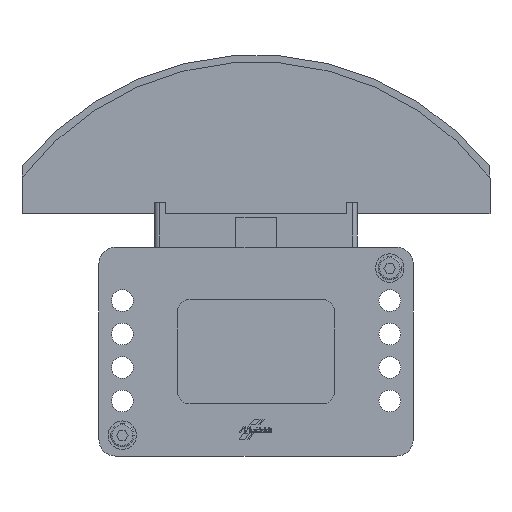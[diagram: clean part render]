
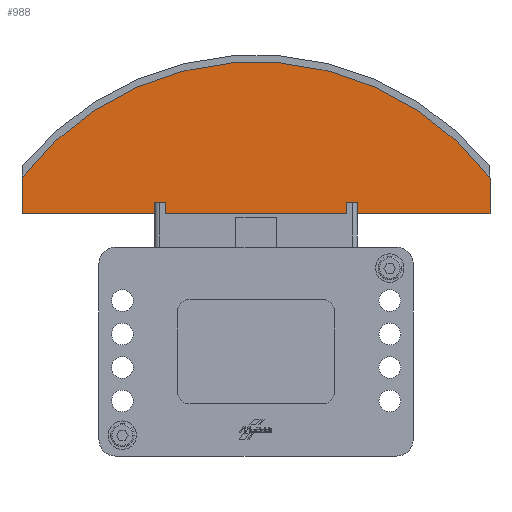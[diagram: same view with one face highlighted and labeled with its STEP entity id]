
A CAD part, front view. The second image highlights one B-rep face of the part: STEP entity #988.
In plain terms, the highlighted planar face has unit normal (0, -1, 0).
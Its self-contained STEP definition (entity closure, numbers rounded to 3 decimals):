
#988=ADVANCED_FACE('',(#2087),#2088,.T.);
#2087=FACE_OUTER_BOUND('',#3274,.T.);
#2088=PLANE('',#3275);
#3274=EDGE_LOOP('',(#6237,#6238,#6239,#6240,#6241,#6242,#6243,#6244,#6245,#6246,#6247,#6248,#6249));
#3275=AXIS2_PLACEMENT_3D('',#6250,#6251,#6252);
#6237=ORIENTED_EDGE('',*,*,#7992,.F.);
#6238=ORIENTED_EDGE('',*,*,#7990,.T.);
#6239=ORIENTED_EDGE('',*,*,#7993,.T.);
#6240=ORIENTED_EDGE('',*,*,#7994,.T.);
#6241=ORIENTED_EDGE('',*,*,#7995,.F.);
#6242=ORIENTED_EDGE('',*,*,#7996,.F.);
#6243=ORIENTED_EDGE('',*,*,#7997,.F.);
#6244=ORIENTED_EDGE('',*,*,#7998,.T.);
#6245=ORIENTED_EDGE('',*,*,#7999,.F.);
#6246=ORIENTED_EDGE('',*,*,#8000,.F.);
#6247=ORIENTED_EDGE('',*,*,#8001,.T.);
#6248=ORIENTED_EDGE('',*,*,#8002,.T.);
#6249=ORIENTED_EDGE('',*,*,#8003,.F.);
#6250=CARTESIAN_POINT('',(0.,-29.0,89.636));
#6251=DIRECTION('',(0.0,-1.0,0.0));
#6252=DIRECTION('',(1.0,0.0,0.0));
#7990=EDGE_CURVE('',#9838,#9840,#9842,.T.);
#7992=EDGE_CURVE('',#9838,#9844,#9845,.T.);
#7993=EDGE_CURVE('',#9840,#9846,#9847,.T.);
#7994=EDGE_CURVE('',#9846,#9848,#9849,.T.);
#7995=EDGE_CURVE('',#9850,#9848,#9851,.T.);
#7996=EDGE_CURVE('',#9852,#9850,#9853,.T.);
#7997=EDGE_CURVE('',#9854,#9852,#9855,.T.);
#7998=EDGE_CURVE('',#9854,#9856,#9857,.T.);
#7999=EDGE_CURVE('',#9858,#9856,#9859,.T.);
#8000=EDGE_CURVE('',#9860,#9858,#9861,.T.);
#8001=EDGE_CURVE('',#9860,#9862,#9863,.T.);
#8002=EDGE_CURVE('',#9862,#9864,#9865,.T.);
#8003=EDGE_CURVE('',#9844,#9864,#9866,.T.);
#9838=VERTEX_POINT('',#12301);
#9840=VERTEX_POINT('',#12304);
#9842=LINE('',#12307,#12308);
#9844=VERTEX_POINT('',#12310);
#9845=LINE('',#12311,#12312);
#9846=VERTEX_POINT('',#12313);
#9847=LINE('',#12314,#12315);
#9848=VERTEX_POINT('',#12316);
#9849=LINE('',#12317,#12318);
#9850=VERTEX_POINT('',#12319);
#9851=LINE('',#12320,#12321);
#9852=VERTEX_POINT('',#12322);
#9853=LINE('',#12323,#12324);
#9854=VERTEX_POINT('',#12325);
#9855=LINE('',#12326,#12327);
#9856=VERTEX_POINT('',#12328);
#9857=CIRCLE('',#12329,87.9);
#9858=VERTEX_POINT('',#12330);
#9859=LINE('',#12331,#12332);
#9860=VERTEX_POINT('',#12333);
#9861=LINE('',#12334,#12335);
#9862=VERTEX_POINT('',#12336);
#9863=LINE('',#12337,#12338);
#9864=VERTEX_POINT('',#12339);
#9865=LINE('',#12340,#12341);
#9866=LINE('',#12342,#12343);
#12301=CARTESIAN_POINT('',(-26.99,-29.0,72.5));
#12304=CARTESIAN_POINT('',(27.,-29.0,72.5));
#12307=CARTESIAN_POINT('',(0.,-29.0,72.5));
#12308=VECTOR('',#14157,1.0);
#12310=CARTESIAN_POINT('',(-26.99,-29.0,75.999));
#12311=CARTESIAN_POINT('',(-26.99,-29.0,81.943));
#12312=VECTOR('',#14158,1.0);
#12313=CARTESIAN_POINT('',(27.,-29.0,76.0));
#12314=CARTESIAN_POINT('',(27.,-29.0,81.943));
#12315=VECTOR('',#14159,1.0);
#12316=CARTESIAN_POINT('',(30.251,-29.0,76.));
#12317=CARTESIAN_POINT('',(14.312,-29.0,76.0));
#12318=VECTOR('',#14160,1.0);
#12319=CARTESIAN_POINT('',(30.251,-29.0,72.5));
#12320=CARTESIAN_POINT('',(30.251,-29.0,74.25));
#12321=VECTOR('',#14161,1.0);
#12322=CARTESIAN_POINT('',(70.0,-29.0,72.5));
#12323=CARTESIAN_POINT('',(70.0,-29.0,72.5));
#12324=VECTOR('',#14162,1.0);
#12325=CARTESIAN_POINT('',(70.0,-29.0,83.164));
#12326=CARTESIAN_POINT('',(70.0,-29.0,86.569));
#12327=VECTOR('',#14163,1.0);
#12328=CARTESIAN_POINT('',(-70.0,-29.0,83.164));
#12329=AXIS2_PLACEMENT_3D('',#14164,#14165,#14166);
#12330=CARTESIAN_POINT('',(-70.0,-29.0,72.5));
#12331=CARTESIAN_POINT('',(-70.0,-29.0,72.5));
#12332=VECTOR('',#14167,1.0);
#12333=CARTESIAN_POINT('',(-30.25,-29.0,72.5));
#12334=CARTESIAN_POINT('',(70.0,-29.0,72.5));
#12335=VECTOR('',#14168,1.0);
#12336=CARTESIAN_POINT('',(-30.25,-29.0,76.0));
#12337=CARTESIAN_POINT('',(-30.25,-29.0,81.943));
#12338=VECTOR('',#14169,1.0);
#12339=CARTESIAN_POINT('',(-27.,-29.0,76.));
#12340=CARTESIAN_POINT('',(-14.313,-29.0,76.0));
#12341=VECTOR('',#14170,1.0);
#12342=CARTESIAN_POINT('',(-14.308,-29.0,75.999));
#12343=VECTOR('',#14171,1.0);
#14157=DIRECTION('',(1.0,0.0,-0.0));
#14158=DIRECTION('',(0.0,0.0,1.0));
#14159=DIRECTION('',(-0.0,0.0,1.0));
#14160=DIRECTION('',(1.0,0.0,-0.0));
#14161=DIRECTION('',(-0.0,-0.0,1.0));
#14162=DIRECTION('',(-1.0,0.0,0.0));
#14163=DIRECTION('',(0.0,0.0,-1.0));
#14164=CARTESIAN_POINT('',(0.0,-29.0,30.0));
#14165=DIRECTION('',(0.0,-1.0,0.0));
#14166=DIRECTION('',(1.0,0.0,0.0));
#14167=DIRECTION('',(0.0,0.0,1.0));
#14168=DIRECTION('',(-1.0,0.0,0.0));
#14169=DIRECTION('',(-0.0,0.0,1.0));
#14170=DIRECTION('',(1.0,0.0,-0.0));
#14171=DIRECTION('',(-1.0,-0.0,-0.0));
